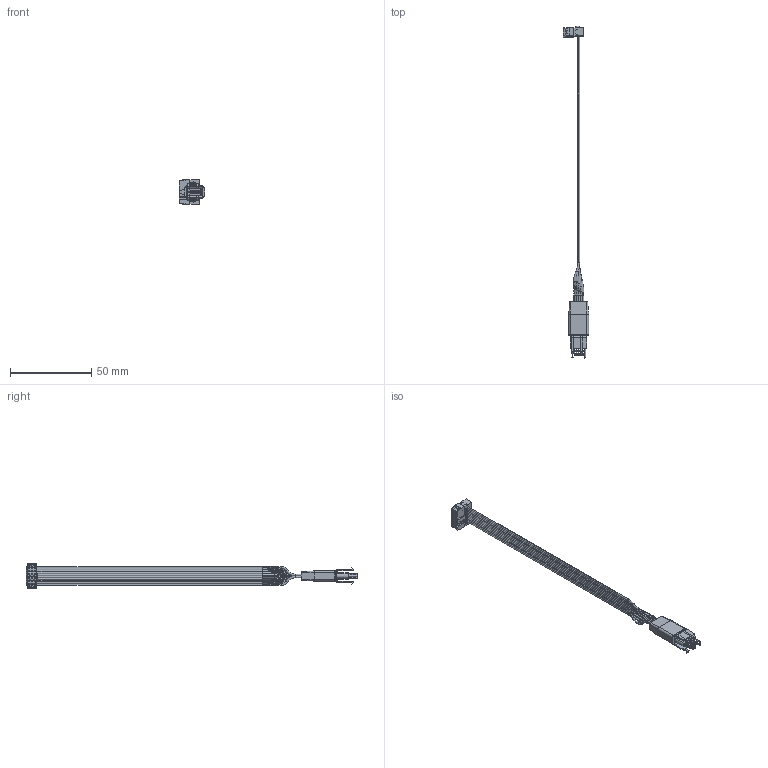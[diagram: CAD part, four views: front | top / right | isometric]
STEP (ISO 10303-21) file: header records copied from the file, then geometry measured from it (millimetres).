
FILE_DESCRIPTION (( 'STEP AP214' ), '1' );
FILE_NAME ('TC2050-IDC.STEP', '2021-09-09T18:04:25', ( '' ), ( '' ), 'SwSTEP 2.0', 'SolidWorks 2017', '' );
FILE_SCHEMA (( 'AUTOMOTIVE_DESIGN' ));
Length unit declared in the file: inch
Products named in the file (1): TC2050-IDC
Bounding box: 15.69 x 204.41 x 15.24 mm (x, y, z)
Volume: 4581.2 mm3; surface area: 8990.8 mm2
Topology: 36 solids, 36 shells, 734 faces, 1785 edges, 1144 vertices
Faces by surface type: plane 457, cylinder 175, torus 98, cone 4
Entity records: 22225 total; most frequent: CARTESIAN_POINT 3904, DIRECTION 3823, ORIENTED_EDGE 3570, EDGE_CURVE 1785, AXIS2_PLACEMENT_3D 1383, VERTEX_POINT 1144, LINE 1057, VECTOR 1057
